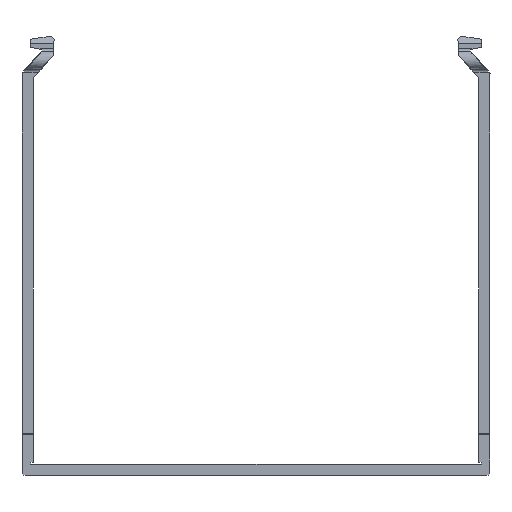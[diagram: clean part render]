
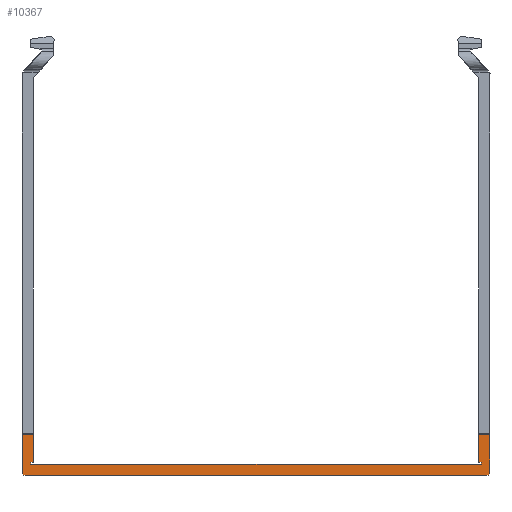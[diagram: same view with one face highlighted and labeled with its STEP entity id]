
A CAD part, left-side view. The second image highlights one B-rep face of the part: STEP entity #10367.
In plain terms, the highlighted planar face has unit normal (-1, 0, 0).
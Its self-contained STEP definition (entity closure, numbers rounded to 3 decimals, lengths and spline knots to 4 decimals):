
#10367=ADVANCED_FACE('',(#16623),#12434,.T.);
#12434=PLANE('',#93088);
#16623=FACE_OUTER_BOUND('',#20995,.T.);
#20995=EDGE_LOOP('',(#47588,#47589,#47590,#47591,#47592,#47593,#47594,#47595,
#47596,#47597,#47598,#47599,#47600,#47601));
#21761=CIRCLE('',#85330,0.03);
#21871=CIRCLE('',#85442,0.03);
#47588=ORIENTED_EDGE('',*,*,#57762,.T.);
#47589=ORIENTED_EDGE('',*,*,#69518,.T.);
#47590=ORIENTED_EDGE('',*,*,#56895,.F.);
#47591=ORIENTED_EDGE('',*,*,#59320,.F.);
#47592=ORIENTED_EDGE('',*,*,#59101,.T.);
#47593=ORIENTED_EDGE('',*,*,#59098,.T.);
#47594=ORIENTED_EDGE('',*,*,#58844,.T.);
#47595=ORIENTED_EDGE('',*,*,#69519,.T.);
#47596=ORIENTED_EDGE('',*,*,#57977,.F.);
#47597=ORIENTED_EDGE('',*,*,#59082,.F.);
#47598=ORIENTED_EDGE('',*,*,#59080,.F.);
#47599=ORIENTED_EDGE('',*,*,#59349,.F.);
#47600=ORIENTED_EDGE('',*,*,#59334,.T.);
#47601=ORIENTED_EDGE('',*,*,#59331,.T.);
#48371=VERTEX_POINT('',#118246);
#48372=VERTEX_POINT('',#118248);
#49238=VERTEX_POINT('',#119981);
#49239=VERTEX_POINT('',#119983);
#49403=VERTEX_POINT('',#120619);
#49404=VERTEX_POINT('',#120621);
#50270=VERTEX_POINT('',#122354);
#50271=VERTEX_POINT('',#122356);
#50449=VERTEX_POINT('',#123036);
#50451=VERTEX_POINT('',#123040);
#50463=VERTEX_POINT('',#123115);
#50465=VERTEX_POINT('',#123121);
#50689=VERTEX_POINT('',#123618);
#50691=VERTEX_POINT('',#123624);
#56895=EDGE_CURVE('',#48371,#48372,#69681,.T.);
#57762=EDGE_CURVE('',#49239,#49238,#70260,.T.);
#57977=EDGE_CURVE('',#49403,#49404,#70359,.T.);
#58844=EDGE_CURVE('',#50271,#50270,#70938,.T.);
#59080=EDGE_CURVE('',#50451,#50449,#71052,.T.);
#59082=EDGE_CURVE('',#50449,#49403,#71054,.T.);
#59098=EDGE_CURVE('',#50463,#50271,#21761,.T.);
#59101=EDGE_CURVE('',#50465,#50463,#71061,.T.);
#59320=EDGE_CURVE('',#50465,#48371,#21871,.T.);
#59331=EDGE_CURVE('',#50689,#49239,#71173,.T.);
#59334=EDGE_CURVE('',#50691,#50689,#71176,.T.);
#59349=EDGE_CURVE('',#50691,#50451,#71185,.T.);
#69518=EDGE_CURVE('',#49238,#48372,#76922,.T.);
#69519=EDGE_CURVE('',#50270,#49404,#76923,.T.);
#69681=LINE('',#118247,#77063);
#70260=LINE('',#119982,#77642);
#70359=LINE('',#120620,#77741);
#70938=LINE('',#122355,#78320);
#71052=LINE('',#123041,#78434);
#71054=LINE('',#123044,#78436);
#71061=LINE('',#123120,#78443);
#71173=LINE('',#123617,#78555);
#71176=LINE('',#123623,#78558);
#71185=LINE('',#123652,#78567);
#76922=LINE('',#152481,#84304);
#76923=LINE('',#152482,#84305);
#77063=VECTOR('',#93252,1.);
#77642=VECTOR('',#94409,1.);
#77741=VECTOR('',#94792,1.);
#78320=VECTOR('',#95949,1.);
#78434=VECTOR('',#96369,1.);
#78436=VECTOR('',#96373,1.);
#78443=VECTOR('',#96410,1.);
#78555=VECTOR('',#96762,1.);
#78558=VECTOR('',#96767,1.);
#78567=VECTOR('',#96790,1.);
#84304=VECTOR('',#117783,1.);
#84305=VECTOR('',#117784,1.);
#85330=AXIS2_PLACEMENT_3D('',#123114,#96404,#96405);
#85442=AXIS2_PLACEMENT_3D('',#123557,#96740,#96741);
#93088=AXIS2_PLACEMENT_3D('',#152483,#117785,#117786);
#93252=DIRECTION('',(0.,0.,1.));
#94409=DIRECTION('',(0.,0.,1.));
#94792=DIRECTION('',(0.,0.,1.));
#95949=DIRECTION('',(0.,0.,1.));
#96369=DIRECTION('',(0.,0.,1.));
#96373=DIRECTION('',(0.,0.999,-0.038));
#96404=DIRECTION('',(-1.,0.,0.));
#96405=DIRECTION('',(0.,-1.,0.));
#96410=DIRECTION('',(0.,-1.,0.));
#96740=DIRECTION('',(1.,0.,0.));
#96741=DIRECTION('',(0.,1.,0.));
#96762=DIRECTION('',(0.,-0.999,-0.038));
#96767=DIRECTION('',(0.,0.,1.));
#96790=DIRECTION('',(0.,-1.,0.));
#117783=DIRECTION('',(0.,1.,0.));
#117784=DIRECTION('',(0.,1.,0.));
#117785=DIRECTION('',(-1.,0.,0.));
#117786=DIRECTION('',(0.,0.,1.));
#118246=CARTESIAN_POINT('',(-68.,2.1296,0.03));
#118247=CARTESIAN_POINT('',(-68.,2.1296,0.03));
#118248=CARTESIAN_POINT('',(-68.,2.1297,0.375));
#119981=CARTESIAN_POINT('',(-68.,2.0263,0.375));
#119982=CARTESIAN_POINT('',(-68.,2.0262,0.1212));
#119983=CARTESIAN_POINT('',(-68.,2.0262,0.1212));
#120619=CARTESIAN_POINT('',(-68.,-2.0262,0.1212));
#120620=CARTESIAN_POINT('',(-68.,-2.0262,0.1212));
#120621=CARTESIAN_POINT('',(-68.,-2.0263,0.375));
#122354=CARTESIAN_POINT('',(-68.,-2.1297,0.375));
#122355=CARTESIAN_POINT('',(-68.,-2.1296,0.03));
#122356=CARTESIAN_POINT('',(-68.,-2.1296,0.03));
#123036=CARTESIAN_POINT('',(-68.,-2.0497,0.1221));
#123040=CARTESIAN_POINT('',(-68.,-2.0497,0.105));
#123041=CARTESIAN_POINT('',(-68.,-2.0497,0.105));
#123044=CARTESIAN_POINT('',(-68.,-2.0497,0.1221));
#123114=CARTESIAN_POINT('',(-68.,-2.0996,0.03));
#123115=CARTESIAN_POINT('',(-68.,-2.0996,0.));
#123120=CARTESIAN_POINT('',(-68.,2.0996,0.));
#123121=CARTESIAN_POINT('',(-68.,2.0996,0.));
#123557=CARTESIAN_POINT('',(-68.,2.0996,0.03));
#123617=CARTESIAN_POINT('',(-68.,2.0497,0.1221));
#123618=CARTESIAN_POINT('',(-68.,2.0497,0.1221));
#123623=CARTESIAN_POINT('',(-68.,2.0497,0.105));
#123624=CARTESIAN_POINT('',(-68.,2.0497,0.105));
#123652=CARTESIAN_POINT('',(-68.,2.0497,0.105));
#152481=CARTESIAN_POINT('',(-68.,-1.9983,0.376));
#152482=CARTESIAN_POINT('',(-68.,-1.9967,0.375));
#152483=CARTESIAN_POINT('',(-68.,-1.9975,3.6099));
